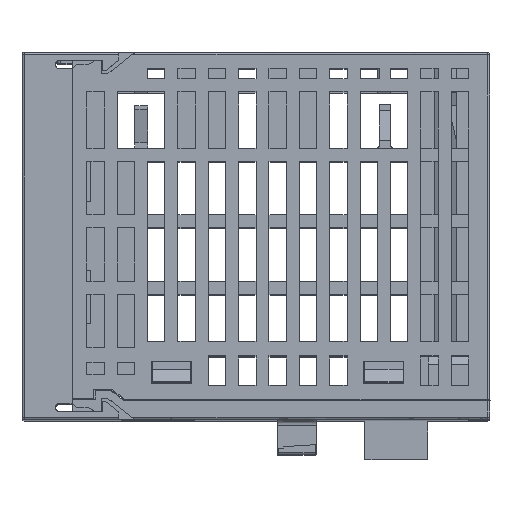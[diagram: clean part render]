
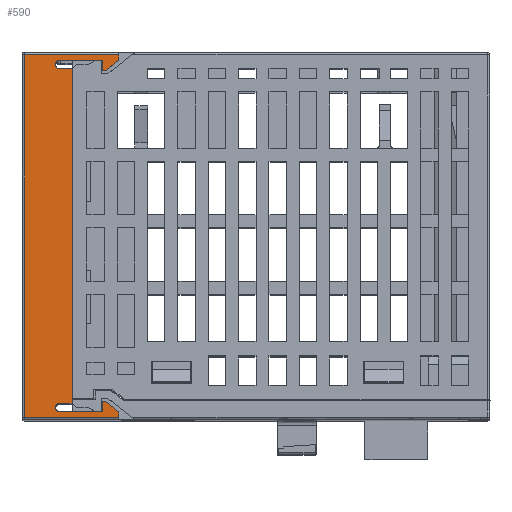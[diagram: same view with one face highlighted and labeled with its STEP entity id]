
A CAD part, top view. The second image highlights one B-rep face of the part: STEP entity #590.
In plain terms, the highlighted planar face has unit normal (0, 0, 1).
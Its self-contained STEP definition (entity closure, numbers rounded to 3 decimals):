
#590=ADVANCED_FACE('',(#2047),#25009,.T.);
#2047=FACE_OUTER_BOUND('',#3529,.T.);
#3529=EDGE_LOOP('',(#6794,#6795,#6796,#6797,#6798,#6799,#6800,#6801,#6802,
#6803,#6804,#6805,#6806,#6807,#6808,#6809));
#6794=ORIENTED_EDGE('',*,*,#14478,.T.);
#6795=ORIENTED_EDGE('',*,*,#14263,.T.);
#6796=ORIENTED_EDGE('',*,*,#14466,.T.);
#6797=ORIENTED_EDGE('',*,*,#14343,.T.);
#6798=ORIENTED_EDGE('',*,*,#14344,.T.);
#6799=ORIENTED_EDGE('',*,*,#14335,.T.);
#6800=ORIENTED_EDGE('',*,*,#14336,.T.);
#6801=ORIENTED_EDGE('',*,*,#14345,.T.);
#6802=ORIENTED_EDGE('',*,*,#14340,.T.);
#6803=ORIENTED_EDGE('',*,*,#14341,.T.);
#6804=ORIENTED_EDGE('',*,*,#14339,.T.);
#6805=ORIENTED_EDGE('',*,*,#14347,.T.);
#6806=ORIENTED_EDGE('',*,*,#14338,.T.);
#6807=ORIENTED_EDGE('',*,*,#14337,.T.);
#6808=ORIENTED_EDGE('',*,*,#14346,.T.);
#6809=ORIENTED_EDGE('',*,*,#14342,.T.);
#14263=EDGE_CURVE('',#22430,#22431,#18710,.T.);
#14335=EDGE_CURVE('',#22492,#22493,#18771,.T.);
#14336=EDGE_CURVE('',#22493,#22494,#18772,.T.);
#14337=EDGE_CURVE('',#22495,#22496,#18773,.T.);
#14338=EDGE_CURVE('',#22497,#22495,#18774,.T.);
#14339=EDGE_CURVE('',#22498,#22500,#18775,.T.);
#14340=EDGE_CURVE('',#22501,#22499,#18776,.T.);
#14341=EDGE_CURVE('',#22499,#22498,#18777,.T.);
#14342=EDGE_CURVE('',#22503,#22502,#18778,.T.);
#14343=EDGE_CURVE('',#22504,#22505,#18779,.T.);
#14344=EDGE_CURVE('',#22505,#22492,#18780,.T.);
#14345=EDGE_CURVE('',#22494,#22501,#18781,.T.);
#14346=EDGE_CURVE('',#22496,#22503,#18782,.T.);
#14347=EDGE_CURVE('',#22500,#22497,#18783,.T.);
#14466=EDGE_CURVE('',#22431,#22504,#17759,.T.);
#14478=EDGE_CURVE('',#22502,#22430,#17764,.T.);
#17759=(
BOUNDED_CURVE()
B_SPLINE_CURVE(2,(#36799,#36800,#36801,#36802,#36803,#36804,#36805,#36806,
#36807,#36808,#36809,#36810,#36811,#36812,#36813),.UNSPECIFIED.,.F.,.F.)
B_SPLINE_CURVE_WITH_KNOTS((3,2,2,2,2,2,2,3),(0.,0.114,0.689,
0.85,1.07,1.29,1.451,2.026),
 .UNSPECIFIED.)
CURVE()
GEOMETRIC_REPRESENTATION_ITEM()
RATIONAL_B_SPLINE_CURVE((1.,1.,1.,1.,1.,1.,1.,0.707,1.,0.707,
1.,1.,1.,1.,1.))
REPRESENTATION_ITEM('')
);
#17764=(
BOUNDED_CURVE()
B_SPLINE_CURVE(2,(#36844,#36845,#36846,#36847,#36848,#36849,#36850,#36851,
#36852),.UNSPECIFIED.,.F.,.F.)
B_SPLINE_CURVE_WITH_KNOTS((3,2,2,2,3),(0.,0.253,0.449,
0.645,1.),.UNSPECIFIED.)
CURVE()
GEOMETRIC_REPRESENTATION_ITEM()
RATIONAL_B_SPLINE_CURVE((1.,1.,1.,0.707,1.,0.707,
1.,1.,1.))
REPRESENTATION_ITEM('')
);
#18710=B_SPLINE_CURVE_WITH_KNOTS('',1,(#35713,#35714),.UNSPECIFIED.,.F.,
 .F.,(2,2),(0.,50.),.UNSPECIFIED.);
#18771=B_SPLINE_CURVE_WITH_KNOTS('',1,(#36203,#36204),.UNSPECIFIED.,.F.,
 .F.,(2,2),(-0.452,0.),.UNSPECIFIED.);
#18772=B_SPLINE_CURVE_WITH_KNOTS('',1,(#36205,#36206),.UNSPECIFIED.,.F.,
 .F.,(2,2),(-2.599,0.),.UNSPECIFIED.);
#18773=B_SPLINE_CURVE_WITH_KNOTS('',1,(#36207,#36208),.UNSPECIFIED.,.F.,
 .F.,(2,2),(-0.452,0.),.UNSPECIFIED.);
#18774=B_SPLINE_CURVE_WITH_KNOTS('',1,(#36209,#36210),.UNSPECIFIED.,.F.,
 .F.,(2,2),(0.,2.599),.UNSPECIFIED.);
#18775=B_SPLINE_CURVE_WITH_KNOTS('',1,(#36211,#36212),.UNSPECIFIED.,.F.,
 .F.,(2,2),(0.,14.1),.UNSPECIFIED.);
#18776=B_SPLINE_CURVE_WITH_KNOTS('',1,(#36213,#36214),.UNSPECIFIED.,.F.,
 .F.,(2,2),(0.,14.1),.UNSPECIFIED.);
#18777=B_SPLINE_CURVE_WITH_KNOTS('',1,(#36215,#36216),.UNSPECIFIED.,.F.,
 .F.,(2,2),(0.,54.2),.UNSPECIFIED.);
#18778=B_SPLINE_CURVE_WITH_KNOTS('',1,(#36217,#36218),.UNSPECIFIED.,.F.,
 .F.,(2,2),(-5.03,0.),.UNSPECIFIED.);
#18779=B_SPLINE_CURVE_WITH_KNOTS('',1,(#36219,#36220),.UNSPECIFIED.,.F.,
 .F.,(2,2),(-5.03,0.),.UNSPECIFIED.);
#18780=B_SPLINE_CURVE_WITH_KNOTS('',1,(#36221,#36222),.UNSPECIFIED.,.F.,
 .F.,(2,2),(0.,1.6),.UNSPECIFIED.);
#18781=B_SPLINE_CURVE_WITH_KNOTS('',1,(#36223,#36224),.UNSPECIFIED.,.F.,
 .F.,(2,2),(0.,0.8),.UNSPECIFIED.);
#18782=B_SPLINE_CURVE_WITH_KNOTS('',1,(#36225,#36226),.UNSPECIFIED.,.F.,
 .F.,(2,2),(-1.6,0.),.UNSPECIFIED.);
#18783=B_SPLINE_CURVE_WITH_KNOTS('',1,(#36227,#36228),.UNSPECIFIED.,.F.,
 .F.,(2,2),(-0.8,0.),.UNSPECIFIED.);
#22430=VERTEX_POINT('',#35331);
#22431=VERTEX_POINT('',#35332);
#22492=VERTEX_POINT('',#35393);
#22493=VERTEX_POINT('',#35394);
#22494=VERTEX_POINT('',#35395);
#22495=VERTEX_POINT('',#35396);
#22496=VERTEX_POINT('',#35397);
#22497=VERTEX_POINT('',#35398);
#22498=VERTEX_POINT('',#35399);
#22499=VERTEX_POINT('',#35400);
#22500=VERTEX_POINT('',#35401);
#22501=VERTEX_POINT('',#35402);
#22502=VERTEX_POINT('',#35403);
#22503=VERTEX_POINT('',#35404);
#22504=VERTEX_POINT('',#35405);
#22505=VERTEX_POINT('',#35406);
#25009=PLANE('',#26277);
#26277=AXIS2_PLACEMENT_3D('',#33174,#27466,$);
#27466=DIRECTION('',(0.,0.,1.));
#33174=CARTESIAN_POINT('',(-296.493,-176.219,14.231));
#35331=CARTESIAN_POINT('',(-287.983,-233.739,14.231));
#35332=CARTESIAN_POINT('',(-287.983,-183.739,14.231));
#35393=CARTESIAN_POINT('',(-283.483,-184.039,14.231));
#35394=CARTESIAN_POINT('',(-283.031,-184.039,14.231));
#35395=CARTESIAN_POINT('',(-280.983,-182.439,14.231));
#35396=CARTESIAN_POINT('',(-283.031,-233.439,14.231));
#35397=CARTESIAN_POINT('',(-283.483,-233.439,14.231));
#35398=CARTESIAN_POINT('',(-280.983,-235.039,14.231));
#35399=CARTESIAN_POINT('',(-295.083,-235.839,14.231));
#35400=CARTESIAN_POINT('',(-295.083,-181.639,14.231));
#35401=CARTESIAN_POINT('',(-280.983,-235.839,14.231));
#35402=CARTESIAN_POINT('',(-280.983,-181.639,14.231));
#35403=CARTESIAN_POINT('',(-288.513,-235.039,14.231));
#35404=CARTESIAN_POINT('',(-283.483,-235.039,14.231));
#35405=CARTESIAN_POINT('',(-288.513,-182.439,14.231));
#35406=CARTESIAN_POINT('',(-283.483,-182.439,14.231));
#35713=CARTESIAN_POINT('',(-287.983,-233.739,14.231));
#35714=CARTESIAN_POINT('',(-287.983,-183.739,14.231));
#36203=CARTESIAN_POINT('',(-283.483,-184.039,14.231));
#36204=CARTESIAN_POINT('',(-283.031,-184.039,14.231));
#36205=CARTESIAN_POINT('',(-283.031,-184.039,14.231));
#36206=CARTESIAN_POINT('',(-280.983,-182.439,14.231));
#36207=CARTESIAN_POINT('',(-283.031,-233.439,14.231));
#36208=CARTESIAN_POINT('',(-283.483,-233.439,14.231));
#36209=CARTESIAN_POINT('',(-280.983,-235.039,14.231));
#36210=CARTESIAN_POINT('',(-283.031,-233.439,14.231));
#36211=CARTESIAN_POINT('',(-295.083,-235.839,14.231));
#36212=CARTESIAN_POINT('',(-280.983,-235.839,14.231));
#36213=CARTESIAN_POINT('',(-280.983,-181.639,14.231));
#36214=CARTESIAN_POINT('',(-295.083,-181.639,14.231));
#36215=CARTESIAN_POINT('',(-295.083,-181.639,14.231));
#36216=CARTESIAN_POINT('',(-295.083,-235.839,14.231));
#36217=CARTESIAN_POINT('',(-283.483,-235.039,14.231));
#36218=CARTESIAN_POINT('',(-288.513,-235.039,14.231));
#36219=CARTESIAN_POINT('',(-288.513,-182.439,14.231));
#36220=CARTESIAN_POINT('',(-283.483,-182.439,14.231));
#36221=CARTESIAN_POINT('',(-283.483,-182.439,14.231));
#36222=CARTESIAN_POINT('',(-283.483,-184.039,14.231));
#36223=CARTESIAN_POINT('',(-280.983,-182.439,14.231));
#36224=CARTESIAN_POINT('',(-280.983,-181.639,14.231));
#36225=CARTESIAN_POINT('',(-283.483,-233.439,14.231));
#36226=CARTESIAN_POINT('',(-283.483,-235.039,14.231));
#36227=CARTESIAN_POINT('',(-280.983,-235.839,14.231));
#36228=CARTESIAN_POINT('',(-280.983,-235.039,14.231));
#36799=CARTESIAN_POINT('',(-287.983,-183.739,14.231));
#36800=CARTESIAN_POINT('',(-288.248,-183.739,14.231));
#36801=CARTESIAN_POINT('',(-288.513,-183.739,14.231));
#36802=CARTESIAN_POINT('',(-288.801,-183.739,14.231));
#36803=CARTESIAN_POINT('',(-289.088,-183.739,14.231));
#36804=CARTESIAN_POINT('',(-289.461,-183.739,14.231));
#36805=CARTESIAN_POINT('',(-289.833,-183.739,14.231));
#36806=CARTESIAN_POINT('',(-290.483,-183.739,14.231));
#36807=CARTESIAN_POINT('',(-290.483,-183.089,14.231));
#36808=CARTESIAN_POINT('',(-290.483,-182.439,14.231));
#36809=CARTESIAN_POINT('',(-289.833,-182.439,14.231));
#36810=CARTESIAN_POINT('',(-289.461,-182.439,14.231));
#36811=CARTESIAN_POINT('',(-289.088,-182.439,14.231));
#36812=CARTESIAN_POINT('',(-288.801,-182.439,14.231));
#36813=CARTESIAN_POINT('',(-288.513,-182.439,14.231));
#36844=CARTESIAN_POINT('',(-288.513,-235.039,14.231));
#36845=CARTESIAN_POINT('',(-289.173,-235.039,14.231));
#36846=CARTESIAN_POINT('',(-289.833,-235.039,14.231));
#36847=CARTESIAN_POINT('',(-290.483,-235.039,14.231));
#36848=CARTESIAN_POINT('',(-290.483,-234.389,14.231));
#36849=CARTESIAN_POINT('',(-290.483,-233.739,14.231));
#36850=CARTESIAN_POINT('',(-289.833,-233.739,14.231));
#36851=CARTESIAN_POINT('',(-288.908,-233.739,14.231));
#36852=CARTESIAN_POINT('',(-287.983,-233.739,14.231));
